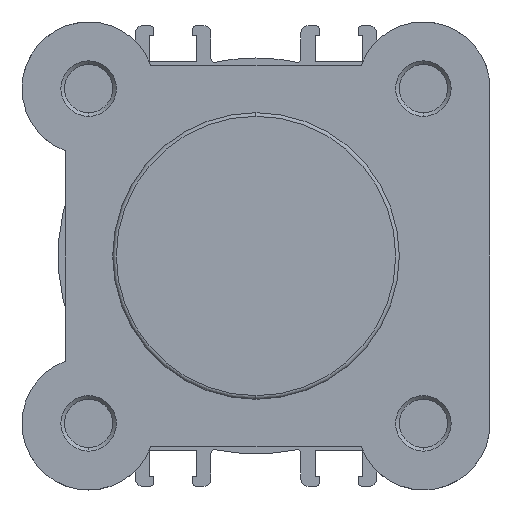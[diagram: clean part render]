
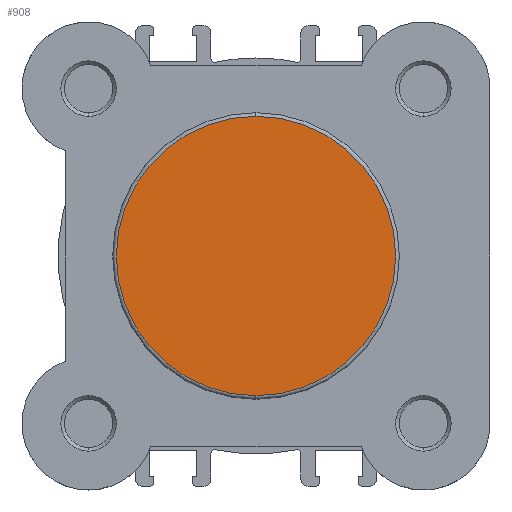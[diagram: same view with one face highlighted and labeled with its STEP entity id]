
A CAD part, left-side view. The second image highlights one B-rep face of the part: STEP entity #908.
In plain terms, the highlighted planar face has unit normal (-1, 0, 0).
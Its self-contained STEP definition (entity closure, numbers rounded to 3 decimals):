
#908 = ADVANCED_FACE ( 'NONE', ( #1753 ), #3198, .F. ) ;
#1366 = EDGE_LOOP ( 'NONE', ( #2704, #2756 ) ) ;
#1753 = FACE_OUTER_BOUND ( 'NONE', #1366, .T. ) ;
#2198 = CIRCLE ( 'NONE', #2779, 19.4 ) ;
#2279 = EDGE_CURVE ( 'NONE', #6898, #6895, #2198, .T. ) ;
#2328 = EDGE_CURVE ( 'NONE', #6895, #6898, #4379, .T. ) ;
#2528 = AXIS2_PLACEMENT_3D ( 'NONE', #3197, #3199, #3200 ) ;
#2704 = ORIENTED_EDGE ( 'NONE', *, *, #2328, .T. ) ;
#2756 = ORIENTED_EDGE ( 'NONE', *, *, #2279, .T. ) ;
#2779 = AXIS2_PLACEMENT_3D ( 'NONE', #3857, #3858, #3859 ) ;
#2809 = AXIS2_PLACEMENT_3D ( 'NONE', #3950, #3956, #3957 ) ;
#3197 = CARTESIAN_POINT ( 'NONE',  ( 0., 19.9, 0. ) ) ;
#3198 = PLANE ( 'NONE',  #2528 ) ;
#3199 = DIRECTION ( 'NONE',  ( 1., 0., 0. ) ) ;
#3200 = DIRECTION ( 'NONE',  ( 0., 0., -1. ) ) ;
#3857 = CARTESIAN_POINT ( 'NONE',  ( 0., 0., 0. ) ) ;
#3858 = DIRECTION ( 'NONE',  ( -1., 0., 0. ) ) ;
#3859 = DIRECTION ( 'NONE',  ( 0., 0., -1. ) ) ;
#3950 = CARTESIAN_POINT ( 'NONE',  ( 0., 0., 0. ) ) ;
#3956 = DIRECTION ( 'NONE',  ( -1., 0., 0. ) ) ;
#3957 = DIRECTION ( 'NONE',  ( 0., 0., -1. ) ) ;
#4190 = CARTESIAN_POINT ( 'NONE',  ( 0., 0., -19.4 ) ) ;
#4193 = CARTESIAN_POINT ( 'NONE',  ( 0., 0., 19.4 ) ) ;
#4379 = CIRCLE ( 'NONE', #2809, 19.4 ) ;
#6895 = VERTEX_POINT ( 'NONE', #4190 ) ;
#6898 = VERTEX_POINT ( 'NONE', #4193 ) ;
